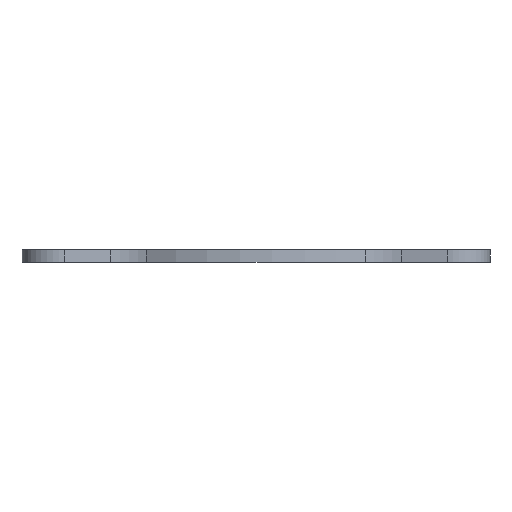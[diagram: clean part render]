
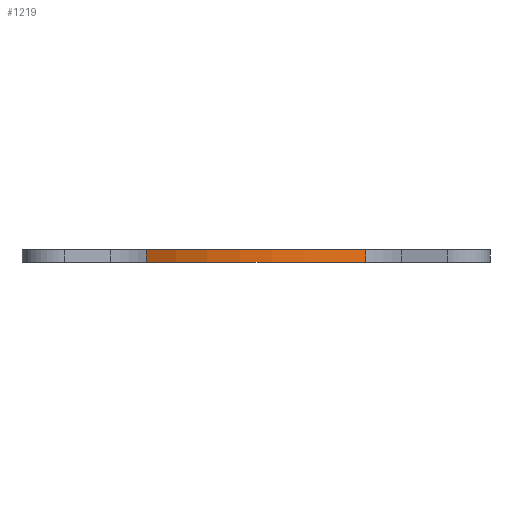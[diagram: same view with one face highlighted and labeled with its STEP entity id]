
A CAD part, left-side view. The second image highlights one B-rep face of the part: STEP entity #1219.
In plain terms, the highlighted cylindrical face has radius 49 mm (diameter 98 mm), a partial arc.
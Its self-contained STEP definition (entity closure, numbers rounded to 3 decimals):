
#71=CYLINDRICAL_SURFACE('',#1386,49.);
#130=FACE_OUTER_BOUND('',#225,.T.);
#225=EDGE_LOOP('',(#1055,#1056,#1057,#1058));
#316=LINE('',#2115,#407);
#317=LINE('',#2117,#408);
#407=VECTOR('',#1739,10.);
#408=VECTOR('',#1742,10.);
#436=CIRCLE('',#1265,49.);
#474=CIRCLE('',#1305,49.);
#523=VERTEX_POINT('',#1831);
#524=VERTEX_POINT('',#1833);
#580=VERTEX_POINT('',#1948);
#581=VERTEX_POINT('',#1950);
#633=EDGE_CURVE('',#524,#523,#436,.T.);
#691=EDGE_CURVE('',#580,#581,#474,.T.);
#774=EDGE_CURVE('',#523,#581,#316,.T.);
#775=EDGE_CURVE('',#524,#580,#317,.T.);
#1055=ORIENTED_EDGE('',*,*,#633,.T.);
#1056=ORIENTED_EDGE('',*,*,#774,.T.);
#1057=ORIENTED_EDGE('',*,*,#691,.F.);
#1058=ORIENTED_EDGE('',*,*,#775,.F.);
#1219=ADVANCED_FACE('',(#130),#71,.T.);
#1265=AXIS2_PLACEMENT_3D('',#1834,#1434,#1435);
#1305=AXIS2_PLACEMENT_3D('',#1951,#1534,#1535);
#1386=AXIS2_PLACEMENT_3D('',#2116,#1740,#1741);
#1434=DIRECTION('center_axis',(0.,0.,1.));
#1435=DIRECTION('ref_axis',(-0.856,0.517,0.));
#1534=DIRECTION('center_axis',(0.,0.,1.));
#1535=DIRECTION('ref_axis',(-0.856,0.517,0.));
#1739=DIRECTION('',(0.,0.,1.));
#1740=DIRECTION('center_axis',(0.,0.,1.));
#1741=DIRECTION('ref_axis',(-0.856,0.517,0.));
#1742=DIRECTION('',(0.,0.,1.));
#1831=CARTESIAN_POINT('',(-41.936,-25.344,0.));
#1833=CARTESIAN_POINT('',(-41.936,25.344,0.));
#1834=CARTESIAN_POINT('Origin',(0.,0.,0.));
#1948=CARTESIAN_POINT('',(-41.936,25.344,3.));
#1950=CARTESIAN_POINT('',(-41.936,-25.344,3.));
#1951=CARTESIAN_POINT('Origin',(0.,0.,3.));
#2115=CARTESIAN_POINT('',(-41.936,-25.344,0.));
#2116=CARTESIAN_POINT('Origin',(0.,0.,0.));
#2117=CARTESIAN_POINT('',(-41.936,25.344,0.));
